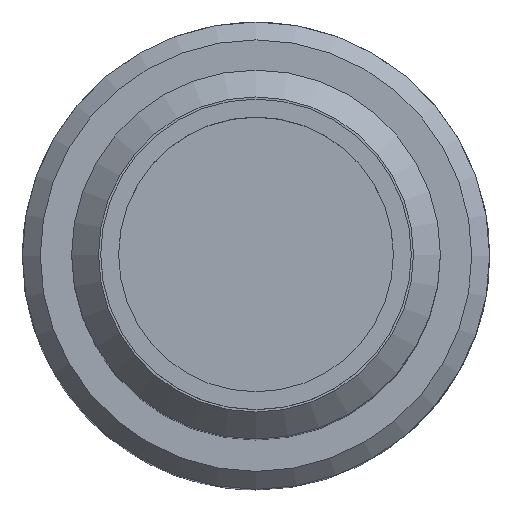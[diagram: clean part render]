
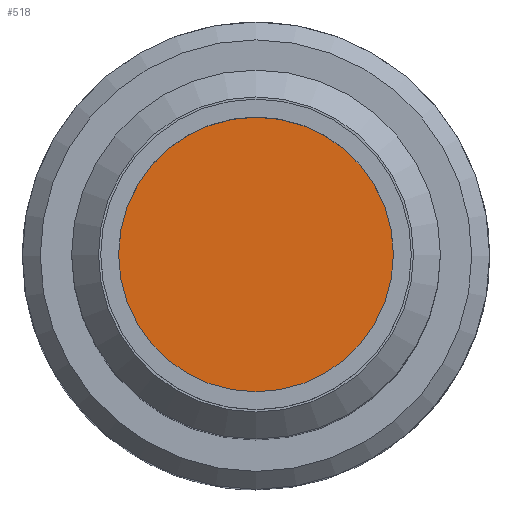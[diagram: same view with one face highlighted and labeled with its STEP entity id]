
A CAD part, top view. The second image highlights one B-rep face of the part: STEP entity #518.
In plain terms, the highlighted planar face has unit normal (0, 0, 1).
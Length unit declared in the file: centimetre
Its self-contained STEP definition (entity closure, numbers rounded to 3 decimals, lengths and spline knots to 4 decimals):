
#152=PLANE('',#263);
#223=DIRECTION('',(0.,0.,1.));
#224=DIRECTION('',(0.,0.,1.));
#225=DIRECTION('',(0.234,0.,0.));
#263=AXIS2_PLACEMENT_3D('',#812,#223,$);
#264=AXIS2_PLACEMENT_3D('',#813,#224,#225);
#283=CIRCLE('',#264,0.2337);
#313=VERTEX_POINT('',#814);
#358=EDGE_CURVE('',#313,#313,#283,.T.);
#433=ORIENTED_EDGE('',*,*,#358,.T.);
#464=EDGE_LOOP('',(#433));
#495=FACE_BOUND('',#464,.T.);
#518=ADVANCED_FACE('',(#495),#152,.T.);
#812=CARTESIAN_POINT('',(0.,0.,0.9957));
#813=CARTESIAN_POINT('',(0.,0.,0.9957));
#814=CARTESIAN_POINT('',(0.2337,0.,0.9957));
